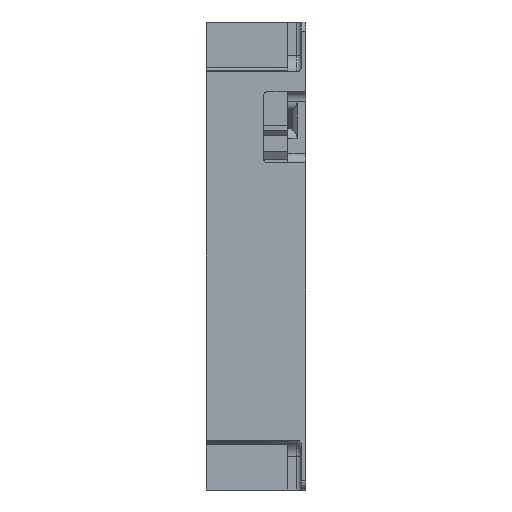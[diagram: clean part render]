
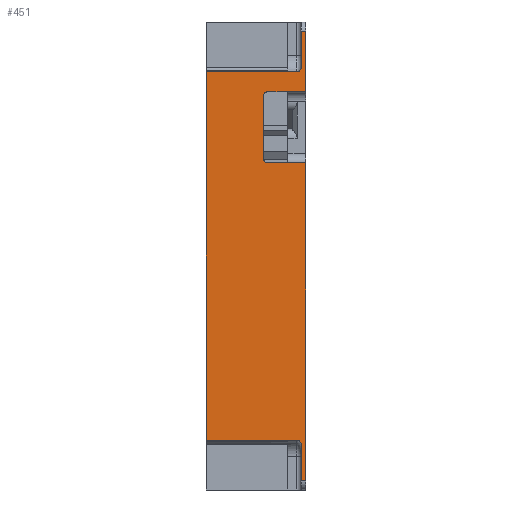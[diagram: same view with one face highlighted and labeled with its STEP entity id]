
A CAD part, left-side view. The second image highlights one B-rep face of the part: STEP entity #451.
In plain terms, the highlighted planar face has unit normal (-1, 0, 0).
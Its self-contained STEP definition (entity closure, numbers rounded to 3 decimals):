
#203=FACE_OUTER_BOUND('',#933,.T.);
#451=ADVANCED_FACE('',(#203),#672,.F.);
#672=PLANE('',#5338);
#933=EDGE_LOOP('',(#3002,#3003,#3004,#3005,#3006,#3007,#3008,#3009,#3010,
#3011,#3012,#3013,#3014,#3015,#3016,#3017));
#1089=LINE('',#6930,#1642);
#1093=LINE('',#6942,#1646);
#1104=LINE('',#7015,#1657);
#1115=LINE('',#7059,#1668);
#1236=LINE('',#7339,#1789);
#1375=LINE('',#7764,#1928);
#1521=LINE('',#8085,#2074);
#1522=LINE('',#8087,#2075);
#1523=LINE('',#8088,#2076);
#1524=LINE('',#8092,#2077);
#1525=LINE('',#8096,#2078);
#1526=LINE('',#8097,#2079);
#1642=VECTOR('',#5512,1.);
#1646=VECTOR('',#5520,1.);
#1657=VECTOR('',#5585,1.);
#1668=VECTOR('',#5622,1.);
#1789=VECTOR('',#5833,1.);
#1928=VECTOR('',#6200,1.);
#2074=VECTOR('',#6462,1.);
#2075=VECTOR('',#6465,1.);
#2076=VECTOR('',#6466,1.);
#2077=VECTOR('',#6469,1.);
#2078=VECTOR('',#6472,1.);
#2079=VECTOR('',#6473,1.);
#3002=ORIENTED_EDGE('',*,*,#4362,.T.);
#3003=ORIENTED_EDGE('',*,*,#4565,.T.);
#3004=ORIENTED_EDGE('',*,*,#4234,.T.);
#3005=ORIENTED_EDGE('',*,*,#4201,.T.);
#3006=ORIENTED_EDGE('',*,*,#4757,.F.);
#3007=ORIENTED_EDGE('',*,*,#4165,.F.);
#3008=ORIENTED_EDGE('',*,*,#4758,.F.);
#3009=ORIENTED_EDGE('',*,*,#4759,.T.);
#3010=ORIENTED_EDGE('',*,*,#4760,.F.);
#3011=ORIENTED_EDGE('',*,*,#4761,.T.);
#3012=ORIENTED_EDGE('',*,*,#4762,.F.);
#3013=ORIENTED_EDGE('',*,*,#4159,.F.);
#3014=ORIENTED_EDGE('',*,*,#4763,.T.);
#3015=ORIENTED_EDGE('',*,*,#4222,.T.);
#3016=ORIENTED_EDGE('',*,*,#4752,.T.);
#3017=ORIENTED_EDGE('',*,*,#4756,.T.);
#3671=VERTEX_POINT('',#6929);
#3672=VERTEX_POINT('',#6931);
#3677=VERTEX_POINT('',#6941);
#3678=VERTEX_POINT('',#6943);
#3712=VERTEX_POINT('',#7014);
#3713=VERTEX_POINT('',#7016);
#3732=VERTEX_POINT('',#7058);
#3733=VERTEX_POINT('',#7060);
#3738=VERTEX_POINT('',#7085);
#3844=VERTEX_POINT('',#7334);
#3846=VERTEX_POINT('',#7338);
#4127=VERTEX_POINT('',#8080);
#4128=VERTEX_POINT('',#8089);
#4129=VERTEX_POINT('',#8091);
#4130=VERTEX_POINT('',#8093);
#4131=VERTEX_POINT('',#8095);
#4159=EDGE_CURVE('',#3671,#3672,#1089,.T.);
#4165=EDGE_CURVE('',#3677,#3678,#1093,.T.);
#4201=EDGE_CURVE('',#3713,#3712,#1104,.T.);
#4222=EDGE_CURVE('',#3733,#3732,#1115,.T.);
#4234=EDGE_CURVE('',#3738,#3713,#4935,.T.);
#4362=EDGE_CURVE('',#3844,#3846,#1236,.T.);
#4565=EDGE_CURVE('',#3846,#3738,#1375,.T.);
#4752=EDGE_CURVE('',#3732,#4127,#5057,.T.);
#4756=EDGE_CURVE('',#4127,#3844,#1521,.T.);
#4757=EDGE_CURVE('',#3678,#3712,#1522,.T.);
#4758=EDGE_CURVE('',#4128,#3677,#1523,.T.);
#4759=EDGE_CURVE('',#4128,#4129,#5058,.T.);
#4760=EDGE_CURVE('',#4130,#4129,#1524,.T.);
#4761=EDGE_CURVE('',#4130,#4131,#5059,.T.);
#4762=EDGE_CURVE('',#3672,#4131,#1525,.T.);
#4763=EDGE_CURVE('',#3671,#3733,#1526,.T.);
#4935=CIRCLE('',#5129,1.);
#5057=CIRCLE('',#5333,1.);
#5058=CIRCLE('',#5336,1.);
#5059=CIRCLE('',#5337,1.);
#5129=AXIS2_PLACEMENT_3D('',#7084,#5653,#5654);
#5333=AXIS2_PLACEMENT_3D('',#8079,#6455,#6456);
#5336=AXIS2_PLACEMENT_3D('',#8090,#6467,#6468);
#5337=AXIS2_PLACEMENT_3D('',#8094,#6470,#6471);
#5338=AXIS2_PLACEMENT_3D('',#8098,#6474,#6475);
#5512=DIRECTION('',(0.,0.,-1.));
#5520=DIRECTION('',(0.,0.,-1.));
#5585=DIRECTION('',(0.,0.,-1.));
#5622=DIRECTION('',(0.,0.,-1.));
#5653=DIRECTION('',(1.,0.,0.));
#5654=DIRECTION('',(0.,0.,1.));
#5833=DIRECTION('',(0.,0.,-1.));
#6200=DIRECTION('',(0.,-1.,0.));
#6455=DIRECTION('',(1.,0.,0.));
#6456=DIRECTION('',(0.,-1.,0.));
#6462=DIRECTION('',(0.,1.,0.));
#6465=DIRECTION('',(0.,1.,0.));
#6466=DIRECTION('',(0.,-1.,0.));
#6467=DIRECTION('',(1.,0.,0.));
#6468=DIRECTION('',(0.,0.,-1.));
#6469=DIRECTION('',(0.,0.,-1.));
#6470=DIRECTION('',(1.,0.,0.));
#6471=DIRECTION('',(0.,1.,0.));
#6472=DIRECTION('',(0.,1.,0.));
#6473=DIRECTION('',(0.,1.,0.));
#6474=DIRECTION('',(1.,0.,0.));
#6475=DIRECTION('',(0.,0.,1.));
#6929=CARTESIAN_POINT('',(-42.5,0.,47.5));
#6930=CARTESIAN_POINT('',(-42.5,0.,47.5));
#6931=CARTESIAN_POINT('',(-42.5,0.,34.75));
#6941=CARTESIAN_POINT('',(-42.5,0.,19.75));
#6942=CARTESIAN_POINT('',(-42.5,0.,19.75));
#6943=CARTESIAN_POINT('',(-42.5,0.,-47.5));
#7014=CARTESIAN_POINT('',(-42.5,0.89,-47.5));
#7015=CARTESIAN_POINT('',(-42.5,0.89,-40.));
#7016=CARTESIAN_POINT('',(-42.5,0.89,-40.));
#7058=CARTESIAN_POINT('',(-42.5,0.89,40.));
#7059=CARTESIAN_POINT('',(-42.5,0.89,47.5));
#7060=CARTESIAN_POINT('',(-42.5,0.89,47.5));
#7084=CARTESIAN_POINT('',(-42.5,1.89,-40.));
#7085=CARTESIAN_POINT('',(-42.5,1.89,-39.));
#7334=CARTESIAN_POINT('',(-42.5,21.,39.));
#7338=CARTESIAN_POINT('',(-42.5,21.,-39.));
#7339=CARTESIAN_POINT('',(-42.5,21.,39.));
#7764=CARTESIAN_POINT('',(-42.5,21.,-39.));
#8079=CARTESIAN_POINT('',(-42.5,1.89,40.));
#8080=CARTESIAN_POINT('',(-42.5,1.89,39.));
#8085=CARTESIAN_POINT('',(-42.5,1.89,39.));
#8087=CARTESIAN_POINT('',(-42.5,0.,-47.5));
#8088=CARTESIAN_POINT('',(-42.5,8.,19.75));
#8089=CARTESIAN_POINT('',(-42.5,8.,19.75));
#8090=CARTESIAN_POINT('',(-42.5,8.,20.75));
#8091=CARTESIAN_POINT('',(-42.5,9.,20.75));
#8092=CARTESIAN_POINT('',(-42.5,9.,33.75));
#8093=CARTESIAN_POINT('',(-42.5,9.,33.75));
#8094=CARTESIAN_POINT('',(-42.5,8.,33.75));
#8095=CARTESIAN_POINT('',(-42.5,8.,34.75));
#8096=CARTESIAN_POINT('',(-42.5,0.,34.75));
#8097=CARTESIAN_POINT('',(-42.5,0.,47.5));
#8098=CARTESIAN_POINT('',(-42.5,21.,49.5));
